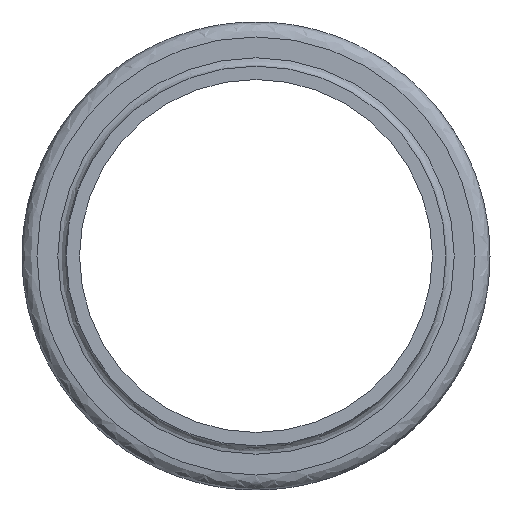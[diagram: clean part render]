
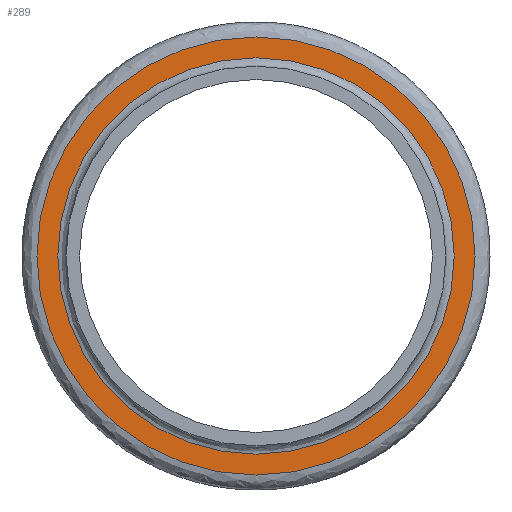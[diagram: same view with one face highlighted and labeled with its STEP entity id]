
A CAD part, left-side view. The second image highlights one B-rep face of the part: STEP entity #289.
In plain terms, the highlighted conical face has half-angle 89.994 degrees and reference radius 66.453 mm.
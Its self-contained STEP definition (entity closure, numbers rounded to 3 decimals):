
#239=CARTESIAN_POINT('',(-61.,0.,0.));
#240=DIRECTION('',(-1.,0.,0.));
#241=DIRECTION('',(0.,0.,1.));
#242=AXIS2_PLACEMENT_3D('',#239,#240,#241);
#243=CONICAL_SURFACE('',#242,66.453,89.994);
#244=CARTESIAN_POINT('',(-61.,-0.,66.453));
#245=VERTEX_POINT('',#244);
#246=CARTESIAN_POINT('',(-60.999,-0.,60.142));
#247=VERTEX_POINT('',#246);
#248=CARTESIAN_POINT('',(-61.,0.,66.453));
#249=DIRECTION('',(0.,-0.,-1.));
#250=VECTOR('',#249,6.311);
#251=LINE('',#248,#250);
#252=EDGE_CURVE('',#245,#247,#251,.T.);
#253=ORIENTED_EDGE('',*,*,#252,.F.);
#254=CARTESIAN_POINT('',(-61.,-0.,-66.453));
#255=VERTEX_POINT('',#254);
#256=CARTESIAN_POINT('',(-61.,0.,0.));
#257=DIRECTION('',(-1.,0.,0.));
#258=DIRECTION('',(0.,0.,1.));
#259=AXIS2_PLACEMENT_3D('',#256,#257,#258);
#260=CIRCLE('',#259,66.453);
#261=EDGE_CURVE('',#245,#255,#260,.T.);
#262=ORIENTED_EDGE('',*,*,#261,.T.);
#263=CARTESIAN_POINT('',(-61.,0.,0.));
#264=DIRECTION('',(-1.,0.,0.));
#265=DIRECTION('',(0.,0.,1.));
#266=AXIS2_PLACEMENT_3D('',#263,#264,#265);
#267=CIRCLE('',#266,66.453);
#268=EDGE_CURVE('',#255,#245,#267,.T.);
#269=ORIENTED_EDGE('',*,*,#268,.T.);
#270=ORIENTED_EDGE('',*,*,#252,.T.);
#271=CARTESIAN_POINT('',(-60.999,0.,-60.142));
#272=VERTEX_POINT('',#271);
#273=CARTESIAN_POINT('',(-60.999,0.,0.));
#274=DIRECTION('',(-1.,0.,0.));
#275=DIRECTION('',(0.,0.,1.));
#276=AXIS2_PLACEMENT_3D('',#273,#274,#275);
#277=CIRCLE('',#276,60.142);
#278=EDGE_CURVE('',#272,#247,#277,.T.);
#279=ORIENTED_EDGE('',*,*,#278,.F.);
#280=CARTESIAN_POINT('',(-60.999,0.,0.));
#281=DIRECTION('',(-1.,0.,0.));
#282=DIRECTION('',(0.,0.,1.));
#283=AXIS2_PLACEMENT_3D('',#280,#281,#282);
#284=CIRCLE('',#283,60.142);
#285=EDGE_CURVE('',#247,#272,#284,.T.);
#286=ORIENTED_EDGE('',*,*,#285,.F.);
#287=EDGE_LOOP('',(#253,#262,#269,#270,#279,#286));
#288=FACE_BOUND('',#287,.T.);
#289=ADVANCED_FACE('',(#288),#243,.F.);
